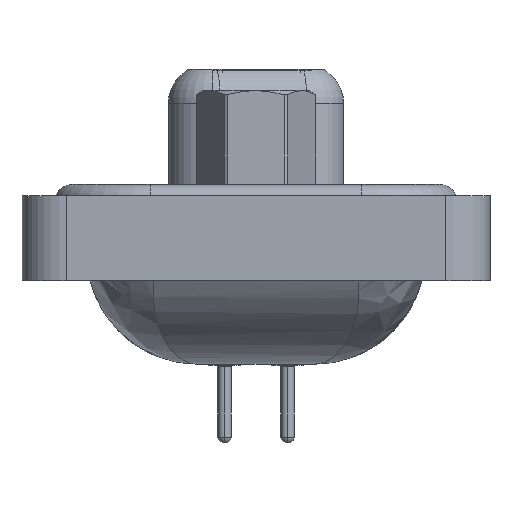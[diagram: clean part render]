
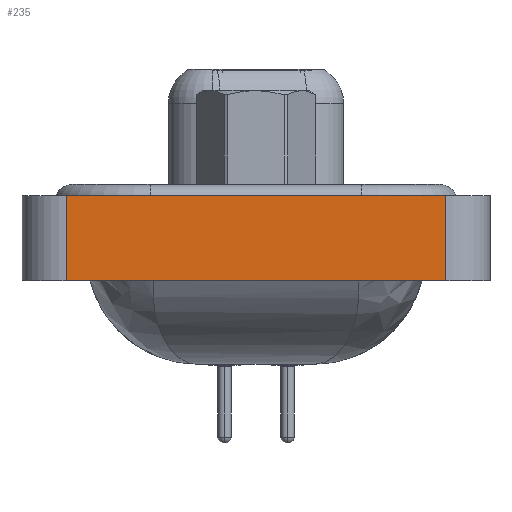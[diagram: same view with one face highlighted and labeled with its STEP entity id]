
A CAD part, left-side view. The second image highlights one B-rep face of the part: STEP entity #235.
In plain terms, the highlighted planar face has unit normal (-1, 0, 0).
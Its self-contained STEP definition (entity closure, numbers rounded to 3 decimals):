
#17 = DIRECTION ( 'NONE',  ( 0., -1., 0. ) ) ;
#235 = ADVANCED_FACE ( 'NONE', ( #2601 ), #748, .T. ) ;
#748 = PLANE ( 'NONE',  #17489 ) ;
#769 = CARTESIAN_POINT ( 'NONE',  ( -7.25, 8.55, 0.5 ) ) ;
#1106 = DIRECTION ( 'NONE',  ( 0., 0., 1. ) ) ;
#1319 = EDGE_CURVE ( 'NONE', #8297, #12349, #9417, .T. ) ;
#1393 = ORIENTED_EDGE ( 'NONE', *, *, #1319, .F. ) ;
#1445 = EDGE_CURVE ( 'NONE', #8297, #17796, #13047, .T. ) ;
#1620 = ORIENTED_EDGE ( 'NONE', *, *, #15430, .F. ) ;
#2258 = LINE ( 'NONE', #17429, #2476 ) ;
#2476 = VECTOR ( 'NONE', #19063, 1000. ) ;
#2601 = FACE_OUTER_BOUND ( 'NONE', #21192, .T. ) ;
#2940 = ORIENTED_EDGE ( 'NONE', *, *, #1445, .T. ) ;
#4533 = CARTESIAN_POINT ( 'NONE',  ( -7.25, 8.55, -3.35 ) ) ;
#6763 = CARTESIAN_POINT ( 'NONE',  ( -7.25, -8.55, 0.5 ) ) ;
#6959 = ORIENTED_EDGE ( 'NONE', *, *, #20750, .T. ) ;
#7533 = DIRECTION ( 'NONE',  ( -1., 0., 0. ) ) ;
#8029 = VERTEX_POINT ( 'NONE', #6763 ) ;
#8297 = VERTEX_POINT ( 'NONE', #4533 ) ;
#9417 = LINE ( 'NONE', #16088, #10896 ) ;
#10896 = VECTOR ( 'NONE', #1106, 1000. ) ;
#12269 = LINE ( 'NONE', #16082, #18292 ) ;
#12349 = VERTEX_POINT ( 'NONE', #769 ) ;
#12451 = DIRECTION ( 'NONE',  ( 0., 0., 1. ) ) ;
#12529 = CARTESIAN_POINT ( 'NONE',  ( -7.25, -8.55, -3.35 ) ) ;
#12579 = DIRECTION ( 'NONE',  ( 0., -1., 0. ) ) ;
#13047 = LINE ( 'NONE', #15112, #20955 ) ;
#15112 = CARTESIAN_POINT ( 'NONE',  ( -7.25, -8.55, -3.35 ) ) ;
#15430 = EDGE_CURVE ( 'NONE', #12349, #8029, #12269, .T. ) ;
#16056 = CARTESIAN_POINT ( 'NONE',  ( -7.25, -8.55, -3.35 ) ) ;
#16082 = CARTESIAN_POINT ( 'NONE',  ( -7.25, -8.55, 0.5 ) ) ;
#16088 = CARTESIAN_POINT ( 'NONE',  ( -7.25, 8.55, -3.35 ) ) ;
#17429 = CARTESIAN_POINT ( 'NONE',  ( -7.25, -8.55, -3.35 ) ) ;
#17489 = AXIS2_PLACEMENT_3D ( 'NONE', #16056, #7533, #12451 ) ;
#17796 = VERTEX_POINT ( 'NONE', #12529 ) ;
#18292 = VECTOR ( 'NONE', #12579, 1000. ) ;
#19063 = DIRECTION ( 'NONE',  ( 0., 0., 1. ) ) ;
#20750 = EDGE_CURVE ( 'NONE', #17796, #8029, #2258, .T. ) ;
#20955 = VECTOR ( 'NONE', #17, 1000. ) ;
#21192 = EDGE_LOOP ( 'NONE', ( #6959, #1620, #1393, #2940 ) ) ;
